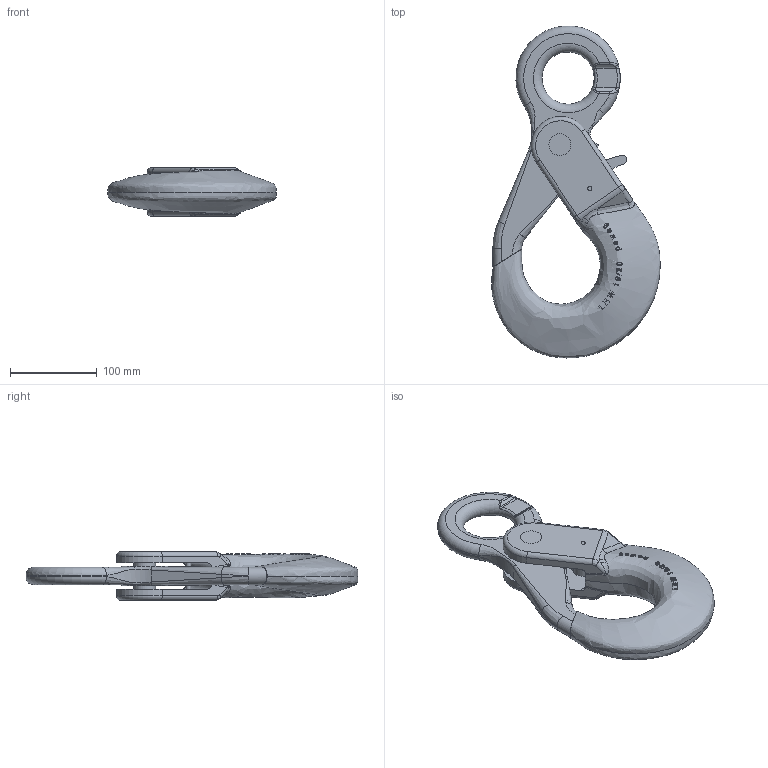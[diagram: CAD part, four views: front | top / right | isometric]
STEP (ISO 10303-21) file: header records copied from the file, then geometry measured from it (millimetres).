
FILE_DESCRIPTION(/* description */ (''),/* implementation_level */ '2;1');
FILE_NAME(/* name */ 'LHW 19_20 Kundenmodell',/* time_stamp */ '2010-01-14T09:03:33+01:00',/* author */ (''),/* organization */ (''),/* preprocessor_version */ 'ST-DEVELOPER v9',/* originating_system */ 'UGS - NX 4.0',/* authorisation */ '');
FILE_SCHEMA (('AUTOMOTIVE_DESIGN { 1 0 10303 214 1 1 1 1 }'));
Length unit declared in the file: millimetre
Products named in the file (1): rit9690843y
Bounding box: 193.84 x 381.85 x 56 mm (x, y, z)
Volume: 1184795.7 mm3; surface area: 152245.6 mm2
Topology: 5 solids, 5 shells, 350 faces, 903 edges, 582 vertices
Faces by surface type: plane 112, extrusion 107, bspline 67, cylinder 45, torus 19
Full cylindrical faces by diameter (mm): 5 x3, 5.7 x1, 25 x4
Entity records: 27568 total; most frequent: CARTESIAN_POINT 20188, ORIENTED_EDGE 1768, DIRECTION 998, EDGE_CURVE 884, VERTEX_POINT 574, B_SPLINE_CURVE_WITH_KNOTS 557, EDGE_LOOP 394, VECTOR 378
